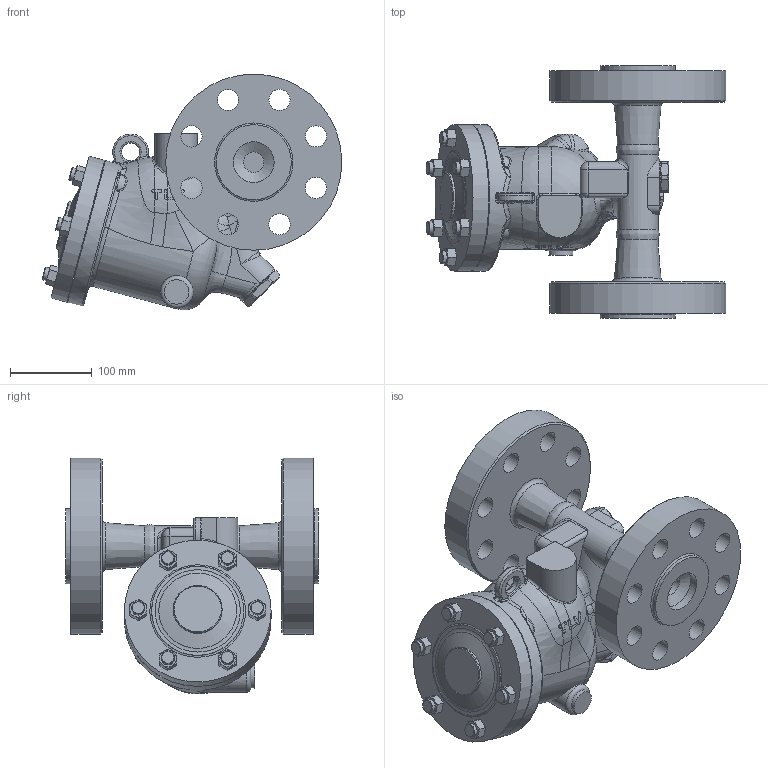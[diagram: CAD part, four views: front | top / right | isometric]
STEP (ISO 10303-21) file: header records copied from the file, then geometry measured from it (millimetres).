
FILE_DESCRIPTION((''),'2;1');
FILE_NAME('sh6nl-050-a0900-00.stp','2014-04-24T14:09:52',('nakaot'),(''),'Autodesk Inventor 2012','Autodesk Inventor 2012','');
FILE_SCHEMA(('AUTOMOTIVE_DESIGN { 1 0 10303 214 1 1 1 1 }'));
Length unit declared in the file: millimetre
Products named in the file (1): sh6nl-050-a0900-00
Bounding box: 367.42 x 310 x 289.12 mm (x, y, z)
Volume: 7012694.2 mm3; surface area: 496777 mm2
Topology: 1 solids, 3 shells, 438 faces, 1090 edges, 670 vertices
Faces by surface type: plane 136, cylinder 112, bspline 91, cone 66, torus 22, sphere 11
Full cylindrical faces by diameter (mm): 11.835 x6, 16 x12, 22 x1, 25 x2, 26 x16, 30 x1, 38 x1, 40 x1, 49.5 x1, 50 x3, 60 x1, 92.1 x2, 100 x1, 180 x2, 216 x2
Entity records: 16489 total; most frequent: CARTESIAN_POINT 7358, ORIENTED_EDGE 1920, DIRECTION 1705, EDGE_CURVE 960, AXIS2_PLACEMENT_3D 734, VERTEX_POINT 634, EDGE_LOOP 590, FACE_OUTER_BOUND 438
